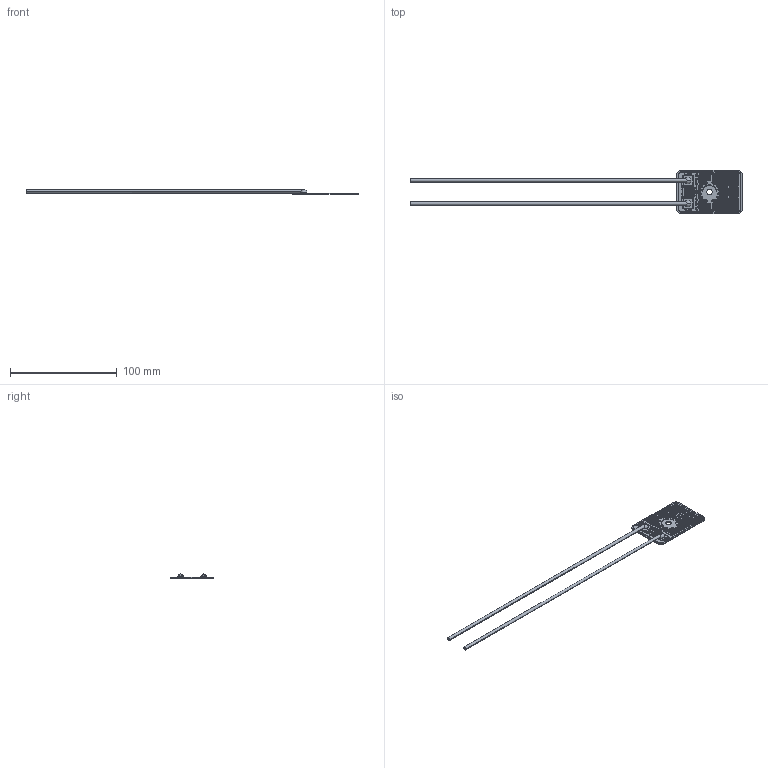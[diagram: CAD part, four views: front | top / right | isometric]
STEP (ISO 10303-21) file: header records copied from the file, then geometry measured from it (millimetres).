
FILE_DESCRIPTION (( 'STEP AP203' ), '1' );
FILE_NAME ('WDBR2-XXXRKLW.STEP', '2015-12-15T12:27:37', ( '' ), ( '' ), 'SwSTEP 2.0', 'SolidWorks 2015', '' );
FILE_SCHEMA (( 'CONFIG_CONTROL_DESIGN' ));
Length unit declared in the file: millimetre
Products named in the file (1): WDBR2-XXXRKLW
Bounding box: 310.96 x 40.64 x 3.9 mm (x, y, z)
Volume: 5913.9 mm3; surface area: 13461.8 mm2
Topology: 1 solids, 1 shells, 558 faces, 1635 edges, 1062 vertices
Faces by surface type: plane 319, cylinder 201, bspline 34, torus 4
Entity records: 20694 total; most frequent: CARTESIAN_POINT 5546, ORIENTED_EDGE 3270, DIRECTION 3011, EDGE_CURVE 1635, VECTOR 1149, LINE 1149, VERTEX_POINT 1062, AXIS2_PLACEMENT_3D 931
